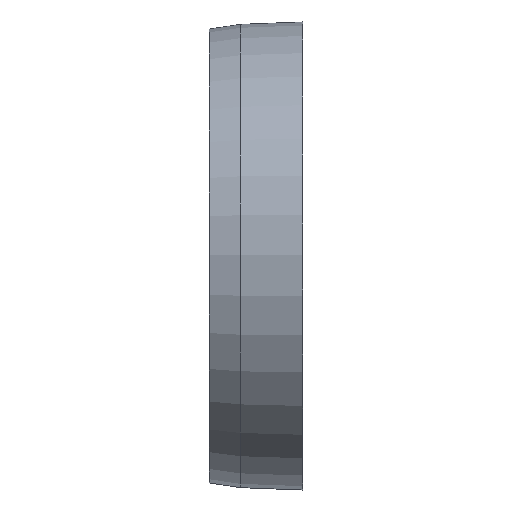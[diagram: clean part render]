
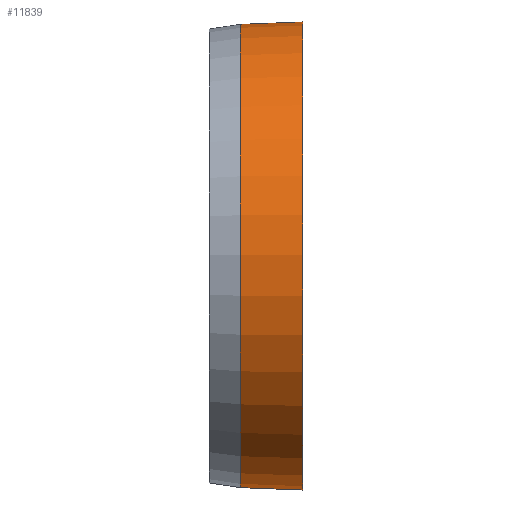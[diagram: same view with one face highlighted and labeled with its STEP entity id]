
A CAD part, top view. The second image highlights one B-rep face of the part: STEP entity #11839.
In plain terms, the highlighted conical face has half-angle 2.148 degrees and reference radius 7.4 mm.
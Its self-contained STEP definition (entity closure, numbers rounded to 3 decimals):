
#102 = CONICAL_SURFACE('',#103,7.25,0.149);
#103 = AXIS2_PLACEMENT_3D('',#104,#105,#106);
#104 = CARTESIAN_POINT('',(33.,-9.,24.5));
#105 = DIRECTION('',(1.,0.,0.));
#106 = DIRECTION('',(0.,1.,0.));
#2559 = VERTEX_POINT('',#2560);
#2560 = CARTESIAN_POINT('',(34.,-16.4,24.5));
#2574 = PLANE('',#2575);
#2575 = AXIS2_PLACEMENT_3D('',#2576,#2577,#2578);
#2576 = CARTESIAN_POINT('',(36.,-16.475,24.5));
#2577 = DIRECTION('',(-0.037,-0.999,
    0.));
#2578 = DIRECTION('',(0.,0.,-1.));
#2609 = VERTEX_POINT('',#2610);
#2610 = CARTESIAN_POINT('',(34.,-1.6,24.5));
#2642 = PLANE('',#2643);
#2643 = AXIS2_PLACEMENT_3D('',#2644,#2645,#2646);
#2644 = CARTESIAN_POINT('',(36.,-1.525,20.5));
#2645 = DIRECTION('',(-0.037,0.999,
    0.));
#2646 = DIRECTION('',(0.,0.,1.));
#2660 = EDGE_CURVE('',#2609,#2559,#2661,.T.);
#2661 = SURFACE_CURVE('',#2662,(#2667,#2674),.PCURVE_S1.);
#2662 = CIRCLE('',#2663,7.4);
#2663 = AXIS2_PLACEMENT_3D('',#2664,#2665,#2666);
#2664 = CARTESIAN_POINT('',(34.,-9.,24.5));
#2665 = DIRECTION('',(1.,0.,0.));
#2666 = DIRECTION('',(0.,1.,0.));
#2667 = PCURVE('',#102,#2668);
#2668 = DEFINITIONAL_REPRESENTATION('',(#2669),#2673);
#2669 = LINE('',#2670,#2671);
#2670 = CARTESIAN_POINT('',(0.,1.));
#2671 = VECTOR('',#2672,1.);
#2672 = DIRECTION('',(1.,0.));
#2673 = ( GEOMETRIC_REPRESENTATION_CONTEXT(2) 
PARAMETRIC_REPRESENTATION_CONTEXT() REPRESENTATION_CONTEXT('2D SPACE',''
  ) );
#2674 = PCURVE('',#2675,#2680);
#2675 = CONICAL_SURFACE('',#2676,7.4,0.037);
#2676 = AXIS2_PLACEMENT_3D('',#2677,#2678,#2679);
#2677 = CARTESIAN_POINT('',(34.,-9.,24.5));
#2678 = DIRECTION('',(1.,0.,0.));
#2679 = DIRECTION('',(0.,1.,0.));
#2680 = DEFINITIONAL_REPRESENTATION('',(#2681),#2685);
#2681 = LINE('',#2682,#2683);
#2682 = CARTESIAN_POINT('',(0.,0.));
#2683 = VECTOR('',#2684,1.);
#2684 = DIRECTION('',(1.,0.));
#2685 = ( GEOMETRIC_REPRESENTATION_CONTEXT(2) 
PARAMETRIC_REPRESENTATION_CONTEXT() REPRESENTATION_CONTEXT('2D SPACE',''
  ) );
#11718 = PLANE('',#11719);
#11719 = AXIS2_PLACEMENT_3D('',#11720,#11721,#11722);
#11720 = CARTESIAN_POINT('',(36.,-9.,22.5));
#11721 = DIRECTION('',(1.,0.,0.));
#11722 = DIRECTION('',(0.,0.,1.));
#11754 = VERTEX_POINT('',#11755);
#11755 = CARTESIAN_POINT('',(36.,-16.475,24.5));
#11776 = EDGE_CURVE('',#2559,#11754,#11777,.T.);
#11777 = SURFACE_CURVE('',#11778,(#11781,#11787),.PCURVE_S1.);
#11778 = B_SPLINE_CURVE_WITH_KNOTS('',1,(#11779,#11780),.UNSPECIFIED.,
  .F.,.F.,(2,2),(0.,1.),.PIECEWISE_BEZIER_KNOTS.);
#11779 = CARTESIAN_POINT('',(34.,-16.4,24.5));
#11780 = CARTESIAN_POINT('',(36.,-16.475,24.5));
#11781 = PCURVE('',#2574,#11782);
#11782 = DEFINITIONAL_REPRESENTATION('',(#11783),#11786);
#11783 = B_SPLINE_CURVE_WITH_KNOTS('',1,(#11784,#11785),.UNSPECIFIED.,
  .F.,.F.,(2,2),(0.,1.),.PIECEWISE_BEZIER_KNOTS.);
#11784 = CARTESIAN_POINT('',(0.,-2.001));
#11785 = CARTESIAN_POINT('',(0.,0.));
#11786 = ( GEOMETRIC_REPRESENTATION_CONTEXT(2) 
PARAMETRIC_REPRESENTATION_CONTEXT() REPRESENTATION_CONTEXT('2D SPACE',''
  ) );
#11787 = PCURVE('',#2675,#11788);
#11788 = DEFINITIONAL_REPRESENTATION('',(#11789),#11792);
#11789 = B_SPLINE_CURVE_WITH_KNOTS('',1,(#11790,#11791),.UNSPECIFIED.,
  .F.,.F.,(2,2),(0.,1.),.PIECEWISE_BEZIER_KNOTS.);
#11790 = CARTESIAN_POINT('',(3.142,0.));
#11791 = CARTESIAN_POINT('',(3.142,2.));
#11792 = ( GEOMETRIC_REPRESENTATION_CONTEXT(2) 
PARAMETRIC_REPRESENTATION_CONTEXT() REPRESENTATION_CONTEXT('2D SPACE',''
  ) );
#11798 = EDGE_CURVE('',#2609,#11799,#11801,.T.);
#11799 = VERTEX_POINT('',#11800);
#11800 = CARTESIAN_POINT('',(36.,-1.525,24.5));
#11801 = SURFACE_CURVE('',#11802,(#11805,#11811),.PCURVE_S1.);
#11802 = B_SPLINE_CURVE_WITH_KNOTS('',1,(#11803,#11804),.UNSPECIFIED.,
  .F.,.F.,(2,2),(0.,1.),.PIECEWISE_BEZIER_KNOTS.);
#11803 = CARTESIAN_POINT('',(34.,-1.6,24.5));
#11804 = CARTESIAN_POINT('',(36.,-1.525,24.5));
#11805 = PCURVE('',#2642,#11806);
#11806 = DEFINITIONAL_REPRESENTATION('',(#11807),#11810);
#11807 = B_SPLINE_CURVE_WITH_KNOTS('',1,(#11808,#11809),.UNSPECIFIED.,
  .F.,.F.,(2,2),(0.,1.),.PIECEWISE_BEZIER_KNOTS.);
#11808 = CARTESIAN_POINT('',(4.,-2.001));
#11809 = CARTESIAN_POINT('',(4.,0.));
#11810 = ( GEOMETRIC_REPRESENTATION_CONTEXT(2) 
PARAMETRIC_REPRESENTATION_CONTEXT() REPRESENTATION_CONTEXT('2D SPACE',''
  ) );
#11811 = PCURVE('',#2675,#11812);
#11812 = DEFINITIONAL_REPRESENTATION('',(#11813),#11816);
#11813 = B_SPLINE_CURVE_WITH_KNOTS('',1,(#11814,#11815),.UNSPECIFIED.,
  .F.,.F.,(2,2),(0.,1.),.PIECEWISE_BEZIER_KNOTS.);
#11814 = CARTESIAN_POINT('',(0.,0.));
#11815 = CARTESIAN_POINT('',(0.,2.));
#11816 = ( GEOMETRIC_REPRESENTATION_CONTEXT(2) 
PARAMETRIC_REPRESENTATION_CONTEXT() REPRESENTATION_CONTEXT('2D SPACE',''
  ) );
#11839 = ADVANCED_FACE('',(#11840),#2675,.T.);
#11840 = FACE_BOUND('',#11841,.T.);
#11841 = EDGE_LOOP('',(#11842,#11843,#11844,#11866));
#11842 = ORIENTED_EDGE('',*,*,#2660,.T.);
#11843 = ORIENTED_EDGE('',*,*,#11776,.T.);
#11844 = ORIENTED_EDGE('',*,*,#11845,.F.);
#11845 = EDGE_CURVE('',#11799,#11754,#11846,.T.);
#11846 = SURFACE_CURVE('',#11847,(#11852,#11859),.PCURVE_S1.);
#11847 = CIRCLE('',#11848,7.475);
#11848 = AXIS2_PLACEMENT_3D('',#11849,#11850,#11851);
#11849 = CARTESIAN_POINT('',(36.,-9.,24.5));
#11850 = DIRECTION('',(1.,0.,0.));
#11851 = DIRECTION('',(0.,1.,0.));
#11852 = PCURVE('',#2675,#11853);
#11853 = DEFINITIONAL_REPRESENTATION('',(#11854),#11858);
#11854 = LINE('',#11855,#11856);
#11855 = CARTESIAN_POINT('',(0.,2.));
#11856 = VECTOR('',#11857,1.);
#11857 = DIRECTION('',(1.,0.));
#11858 = ( GEOMETRIC_REPRESENTATION_CONTEXT(2) 
PARAMETRIC_REPRESENTATION_CONTEXT() REPRESENTATION_CONTEXT('2D SPACE',''
  ) );
#11859 = PCURVE('',#11718,#11860);
#11860 = DEFINITIONAL_REPRESENTATION('',(#11861),#11865);
#11861 = CIRCLE('',#11862,7.475);
#11862 = AXIS2_PLACEMENT_2D('',#11863,#11864);
#11863 = CARTESIAN_POINT('',(2.,0.));
#11864 = DIRECTION('',(0.,-1.));
#11865 = ( GEOMETRIC_REPRESENTATION_CONTEXT(2) 
PARAMETRIC_REPRESENTATION_CONTEXT() REPRESENTATION_CONTEXT('2D SPACE',''
  ) );
#11866 = ORIENTED_EDGE('',*,*,#11798,.F.);
